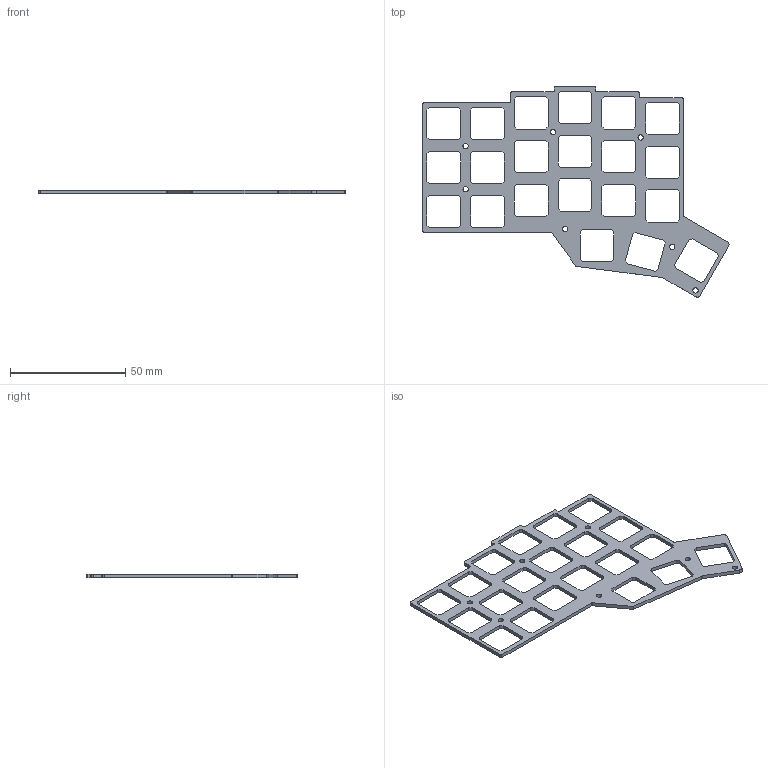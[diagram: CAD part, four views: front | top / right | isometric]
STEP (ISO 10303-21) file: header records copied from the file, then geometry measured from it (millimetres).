
FILE_DESCRIPTION(('KiCad electronic assembly'),'2;1');
FILE_NAME('OG_mounting_plate_Topre.step','2022-04-19T01:32:30',('Pcbnew' ),('Kicad'),'Open CASCADE STEP processor 7.6', 'KiCad to STEP converter','Unknown');
FILE_SCHEMA(('AUTOMOTIVE_DESIGN { 1 0 10303 214 1 1 1 1 }'));
Length unit declared in the file: millimetre
Products named in the file (2): OG_mounting_plate_Topre 1; OG_mounting_plate_Topre PCB
Assembly tree (1 placements, depth 2):
  OG_mounting_plate_Topre 1
    OG_mounting_plate_Topre PCB
Bounding box: 132.88 x 91.39 x 1.6 mm (x, y, z)
Volume: 6029.7 mm3; surface area: 10118.8 mm2
Topology: 1 solids, 1 shells, 211 faces, 627 edges, 418 vertices
Faces by surface type: plane 187, cylinder 24
Full cylindrical faces by diameter (mm): 2.3 x7
Entity records: 15423 total; most frequent: CARTESIAN_POINT 2800, DIRECTION 2307, LINE 1785, VECTOR 1785, ORIENTED_EDGE 1254, PCURVE 1254, DEFINITIONAL_REPRESENTATION 1254, EDGE_CURVE 627
